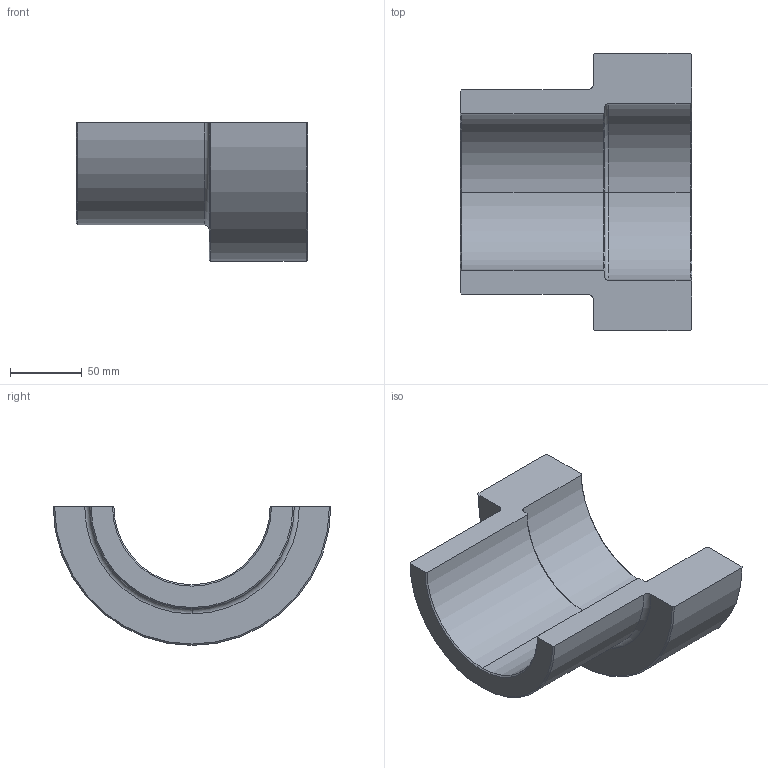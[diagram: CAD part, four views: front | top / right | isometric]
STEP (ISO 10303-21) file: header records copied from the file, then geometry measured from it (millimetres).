
FILE_DESCRIPTION (( 'STEP AP203' ), '1' );
FILE_NAME ('3 REAR HUB BLANK.STEP', '2025-04-22T16:33:52', ( '' ), ( '' ), 'SwSTEP 2.0', 'SolidWorks 2018', '' );
FILE_SCHEMA (( 'CONFIG_CONTROL_DESIGN' ));
Length unit declared in the file: inch
Products named in the file (1): 3 REAR HUB BLANK
Bounding box: 160.66 x 193.04 x 96.52 mm (x, y, z)
Volume: 912750.7 mm3; surface area: 96812.7 mm2
Topology: 1 solids, 1 shells, 28 faces, 72 edges, 46 vertices
Faces by surface type: cone 10, cylinder 8, plane 6, torus 4
Entity records: 943 total; most frequent: DIRECTION 166, CARTESIAN_POINT 147, ORIENTED_EDGE 144, EDGE_CURVE 72, AXIS2_PLACEMENT_3D 65, VERTEX_POINT 46, VECTOR 36, CIRCLE 36
